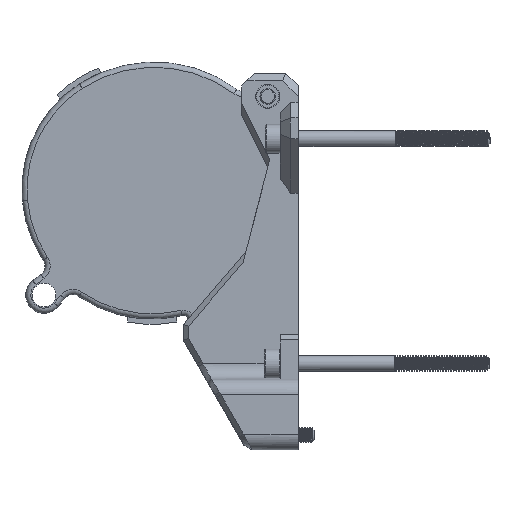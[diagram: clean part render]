
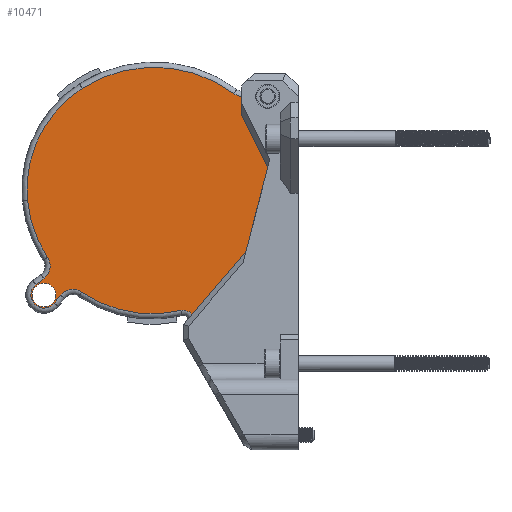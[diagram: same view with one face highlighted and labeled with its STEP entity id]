
A CAD part, left-side view. The second image highlights one B-rep face of the part: STEP entity #10471.
In plain terms, the highlighted face is planar.
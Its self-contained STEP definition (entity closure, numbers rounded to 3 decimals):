
#915=LINE('',#17009,#1830);
#916=LINE('',#17028,#1831);
#917=LINE('',#17030,#1832);
#918=LINE('',#17035,#1833);
#919=LINE('',#17036,#1834);
#920=LINE('',#17043,#1835);
#921=LINE('',#17051,#1836);
#1830=VECTOR('',#13004,1000.);
#1831=VECTOR('',#13025,1000.);
#1832=VECTOR('',#13026,1000.);
#1833=VECTOR('',#13031,1000.);
#1834=VECTOR('',#13032,1000.);
#1835=VECTOR('',#13039,1000.);
#1836=VECTOR('',#13048,1000.);
#2545=FACE_BOUND('',#3425,.T.);
#2546=FACE_BOUND('',#3426,.T.);
#2801=FACE_OUTER_BOUND('',#3424,.T.);
#3424=EDGE_LOOP('',(#8041,#8042,#8043,#8044,#8045,#8046,#8047,#8048,#8049,
#8050,#8051,#8052,#8053,#8054,#8055,#8056,#8057,#8058,#8059));
#3425=EDGE_LOOP('',(#8060));
#3426=EDGE_LOOP('',(#8061));
#3873=CIRCLE('',#11196,2.25);
#3881=CIRCLE('',#11207,22.905);
#3897=CIRCLE('',#11225,3.);
#3912=CIRCLE('',#11246,2.5);
#3913=CIRCLE('',#11248,25.567);
#3914=CIRCLE('',#11249,3.);
#3915=CIRCLE('',#11250,25.567);
#3916=CIRCLE('',#11251,23.935);
#3917=CIRCLE('',#11252,3.);
#3918=CIRCLE('',#11253,2.5);
#3919=CIRCLE('',#11254,3.);
#3920=CIRCLE('',#11255,23.935);
#3921=CIRCLE('',#11256,2.);
#3922=CIRCLE('',#11257,2.25);
#4555=VERTEX_POINT('',#16910);
#4564=VERTEX_POINT('',#16932);
#4567=VERTEX_POINT('',#16937);
#4582=VERTEX_POINT('',#16971);
#4585=VERTEX_POINT('',#16976);
#4595=VERTEX_POINT('',#17003);
#4597=VERTEX_POINT('',#17007);
#4602=VERTEX_POINT('',#17020);
#4603=VERTEX_POINT('',#17022);
#4604=VERTEX_POINT('',#17026);
#4605=VERTEX_POINT('',#17027);
#4606=VERTEX_POINT('',#17029);
#4607=VERTEX_POINT('',#17031);
#4608=VERTEX_POINT('',#17033);
#4609=VERTEX_POINT('',#17038);
#4610=VERTEX_POINT('',#17040);
#4611=VERTEX_POINT('',#17042);
#4612=VERTEX_POINT('',#17045);
#4613=VERTEX_POINT('',#17047);
#4614=VERTEX_POINT('',#17049);
#4615=VERTEX_POINT('',#17052);
#5796=EDGE_CURVE('',#4555,#4555,#3873,.T.);
#5808=EDGE_CURVE('',#4564,#4567,#3881,.T.);
#5827=EDGE_CURVE('',#4582,#4585,#3897,.T.);
#5842=EDGE_CURVE('',#4595,#4597,#915,.T.);
#5849=EDGE_CURVE('',#4602,#4603,#3912,.T.);
#5850=EDGE_CURVE('',#4604,#4605,#916,.T.);
#5851=EDGE_CURVE('',#4605,#4606,#917,.T.);
#5852=EDGE_CURVE('',#4606,#4607,#3913,.T.);
#5853=EDGE_CURVE('',#4607,#4608,#3914,.T.);
#5854=EDGE_CURVE('',#4608,#4602,#918,.T.);
#5855=EDGE_CURVE('',#4603,#4582,#919,.T.);
#5856=EDGE_CURVE('',#4585,#4564,#3915,.T.);
#5857=EDGE_CURVE('',#4567,#4609,#3916,.T.);
#5858=EDGE_CURVE('',#4609,#4610,#3917,.T.);
#5859=EDGE_CURVE('',#4610,#4611,#920,.T.);
#5860=EDGE_CURVE('',#4611,#4595,#3918,.T.);
#5861=EDGE_CURVE('',#4597,#4612,#3919,.T.);
#5862=EDGE_CURVE('',#4612,#4613,#3920,.T.);
#5863=EDGE_CURVE('',#4614,#4613,#3921,.T.);
#5864=EDGE_CURVE('',#4614,#4604,#921,.T.);
#5865=EDGE_CURVE('',#4615,#4615,#3922,.T.);
#8041=ORIENTED_EDGE('',*,*,#5850,.T.);
#8042=ORIENTED_EDGE('',*,*,#5851,.T.);
#8043=ORIENTED_EDGE('',*,*,#5852,.T.);
#8044=ORIENTED_EDGE('',*,*,#5853,.T.);
#8045=ORIENTED_EDGE('',*,*,#5854,.T.);
#8046=ORIENTED_EDGE('',*,*,#5849,.T.);
#8047=ORIENTED_EDGE('',*,*,#5855,.T.);
#8048=ORIENTED_EDGE('',*,*,#5827,.T.);
#8049=ORIENTED_EDGE('',*,*,#5856,.T.);
#8050=ORIENTED_EDGE('',*,*,#5808,.T.);
#8051=ORIENTED_EDGE('',*,*,#5857,.T.);
#8052=ORIENTED_EDGE('',*,*,#5858,.T.);
#8053=ORIENTED_EDGE('',*,*,#5859,.T.);
#8054=ORIENTED_EDGE('',*,*,#5860,.T.);
#8055=ORIENTED_EDGE('',*,*,#5842,.T.);
#8056=ORIENTED_EDGE('',*,*,#5861,.T.);
#8057=ORIENTED_EDGE('',*,*,#5862,.T.);
#8058=ORIENTED_EDGE('',*,*,#5863,.F.);
#8059=ORIENTED_EDGE('',*,*,#5864,.T.);
#8060=ORIENTED_EDGE('',*,*,#5796,.T.);
#8061=ORIENTED_EDGE('',*,*,#5865,.T.);
#10104=PLANE('',#11247);
#10471=ADVANCED_FACE('',(#2801,#2545,#2546),#10104,.F.);
#11196=AXIS2_PLACEMENT_3D('',#16912,#12907,#12908);
#11207=AXIS2_PLACEMENT_3D('',#16939,#12933,#12934);
#11225=AXIS2_PLACEMENT_3D('',#16978,#12972,#12973);
#11246=AXIS2_PLACEMENT_3D('',#17024,#13021,#13022);
#11247=AXIS2_PLACEMENT_3D('',#17025,#13023,#13024);
#11248=AXIS2_PLACEMENT_3D('',#17032,#13027,#13028);
#11249=AXIS2_PLACEMENT_3D('',#17034,#13029,#13030);
#11250=AXIS2_PLACEMENT_3D('',#17037,#13033,#13034);
#11251=AXIS2_PLACEMENT_3D('',#17039,#13035,#13036);
#11252=AXIS2_PLACEMENT_3D('',#17041,#13037,#13038);
#11253=AXIS2_PLACEMENT_3D('',#17044,#13040,#13041);
#11254=AXIS2_PLACEMENT_3D('',#17046,#13042,#13043);
#11255=AXIS2_PLACEMENT_3D('',#17048,#13044,#13045);
#11256=AXIS2_PLACEMENT_3D('',#17050,#13046,#13047);
#11257=AXIS2_PLACEMENT_3D('',#17053,#13049,#13050);
#12907=DIRECTION('center_axis',(0.,0.,1.));
#12908=DIRECTION('ref_axis',(0.,1.,0.));
#12933=DIRECTION('center_axis',(0.,0.,-1.));
#12934=DIRECTION('ref_axis',(0.,1.,0.));
#12972=DIRECTION('center_axis',(0.,0.,1.));
#12973=DIRECTION('ref_axis',(0.,1.,0.));
#13004=DIRECTION('',(-0.623,0.782,0.));
#13021=DIRECTION('center_axis',(0.,0.,-1.));
#13022=DIRECTION('ref_axis',(0.,1.,0.));
#13023=DIRECTION('center_axis',(0.,0.,1.));
#13024=DIRECTION('ref_axis',(0.,1.,0.));
#13025=DIRECTION('',(-1.,0.,0.));
#13026=DIRECTION('',(0.,1.,0.));
#13027=DIRECTION('center_axis',(0.,0.,-1.));
#13028=DIRECTION('ref_axis',(0.,1.,0.));
#13029=DIRECTION('center_axis',(0.,0.,1.));
#13030=DIRECTION('ref_axis',(0.,1.,0.));
#13031=DIRECTION('',(-0.811,0.585,0.));
#13032=DIRECTION('',(0.65,-0.76,0.));
#13033=DIRECTION('center_axis',(0.,0.,-1.));
#13034=DIRECTION('ref_axis',(0.,1.,0.));
#13035=DIRECTION('center_axis',(0.,0.,-1.));
#13036=DIRECTION('ref_axis',(0.,1.,0.));
#13037=DIRECTION('center_axis',(0.,0.,1.));
#13038=DIRECTION('ref_axis',(0.,1.,0.));
#13039=DIRECTION('',(0.792,-0.61,0.));
#13040=DIRECTION('center_axis',(0.,0.,-1.));
#13041=DIRECTION('ref_axis',(0.,1.,0.));
#13042=DIRECTION('center_axis',(0.,0.,1.));
#13043=DIRECTION('ref_axis',(0.,1.,0.));
#13044=DIRECTION('center_axis',(0.,0.,-1.));
#13045=DIRECTION('ref_axis',(0.,1.,0.));
#13046=DIRECTION('center_axis',(0.,0.,-1.));
#13047=DIRECTION('ref_axis',(0.,1.,0.));
#13048=DIRECTION('',(0.,-1.,0.));
#13049=DIRECTION('center_axis',(0.,0.,1.));
#13050=DIRECTION('ref_axis',(0.,1.,0.));
#16910=CARTESIAN_POINT('',(-22.8,22.25,0.));
#16912=CARTESIAN_POINT('Origin',(-22.8,20.,0.));
#16932=CARTESIAN_POINT('',(12.682,21.545,0.));
#16937=CARTESIAN_POINT('',(23.154,0.094,0.));
#16939=CARTESIAN_POINT('Origin',(0.35,2.243,0.));
#16971=CARTESIAN_POINT('',(-20.368,21.003,0.));
#16976=CARTESIAN_POINT('',(-16.303,20.543,0.));
#16978=CARTESIAN_POINT('Origin',(-18.089,22.954,0.));
#17003=CARTESIAN_POINT('',(18.044,-19.558,0.));
#17007=CARTESIAN_POINT('',(16.842,-18.048,0.));
#17009=CARTESIAN_POINT('',(16.842,-18.048,0.));
#17020=CARTESIAN_POINT('',(-24.264,17.973,0.));
#17022=CARTESIAN_POINT('',(-20.9,21.625,0.));
#17024=CARTESIAN_POINT('Origin',(-22.8,20.,0.));
#17025=CARTESIAN_POINT('Origin',(-1.697,0.484,0.));
#17026=CARTESIAN_POINT('',(-8.65,-25.6,0.));
#17027=CARTESIAN_POINT('',(-26.65,-25.6,0.));
#17028=CARTESIAN_POINT('',(-16.111,-25.6,0.));
#17029=CARTESIAN_POINT('',(-26.65,0.,0.));
#17030=CARTESIAN_POINT('',(-26.65,0.,0.));
#17031=CARTESIAN_POINT('',(-22.807,13.48,0.));
#17032=CARTESIAN_POINT('Origin',(-1.083,0.,
0.));
#17033=CARTESIAN_POINT('',(-23.6,17.494,0.));
#17034=CARTESIAN_POINT('Origin',(-25.357,15.062,0.));
#17035=CARTESIAN_POINT('',(-1.131,1.268,0.));
#17036=CARTESIAN_POINT('',(-20.368,21.003,0.));
#17037=CARTESIAN_POINT('Origin',(-1.083,0.,
0.));
#17038=CARTESIAN_POINT('',(19.32,-10.816,0.));
#17039=CARTESIAN_POINT('Origin',(-0.675,2.34,0.));
#17040=CARTESIAN_POINT('',(19.996,-14.842,0.));
#17041=CARTESIAN_POINT('Origin',(21.827,-12.465,0.));
#17042=CARTESIAN_POINT('',(21.525,-16.019,0.));
#17043=CARTESIAN_POINT('',(-1.03,1.35,0.));
#17044=CARTESIAN_POINT('Origin',(20.,-18.,0.));
#17045=CARTESIAN_POINT('',(12.806,-17.438,0.));
#17046=CARTESIAN_POINT('Origin',(14.495,-19.917,0.));
#17047=CARTESIAN_POINT('',(-6.189,-20.952,0.));
#17048=CARTESIAN_POINT('Origin',(-0.675,2.34,0.));
#17049=CARTESIAN_POINT('',(-8.65,-22.898,0.));
#17050=CARTESIAN_POINT('Origin',(-6.65,-22.898,0.));
#17051=CARTESIAN_POINT('',(-8.65,-25.6,0.));
#17052=CARTESIAN_POINT('',(20.,-15.75,0.));
#17053=CARTESIAN_POINT('Origin',(20.,-18.,0.));
